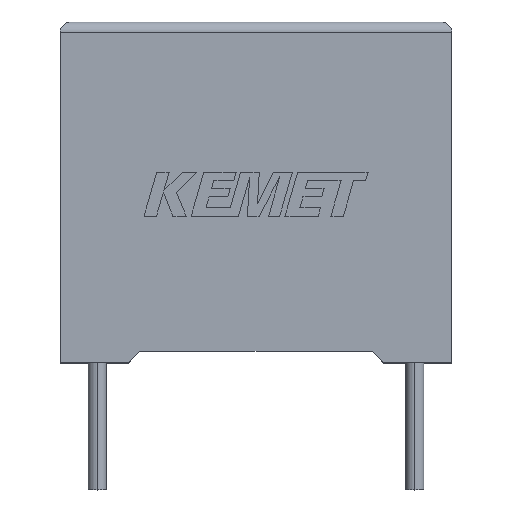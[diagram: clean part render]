
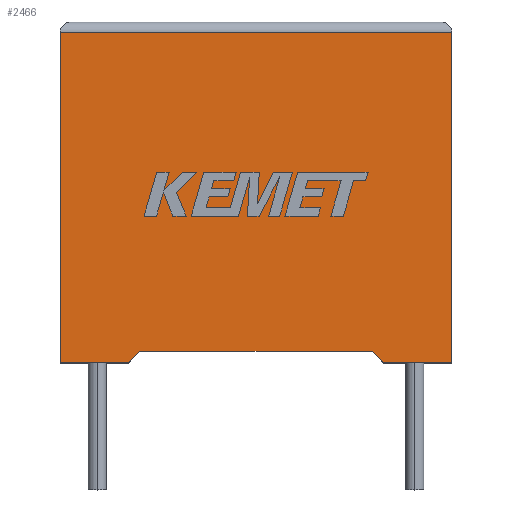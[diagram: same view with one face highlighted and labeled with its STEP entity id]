
A CAD part, top view. The second image highlights one B-rep face of the part: STEP entity #2466.
In plain terms, the highlighted planar face has unit normal (0, 0, 1).
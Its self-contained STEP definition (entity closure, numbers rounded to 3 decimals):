
#38 = DIRECTION ( 'NONE',  ( 1., 0., 0. ) ) ;
#191 = CARTESIAN_POINT ( 'NONE',  ( 0., 0., 10.2 ) ) ;
#363 = EDGE_CURVE ( 'NONE', #751, #2000, #2181, .T. ) ;
#398 = VECTOR ( 'NONE', #2303, 1000. ) ;
#417 = ORIENTED_EDGE ( 'NONE', *, *, #851, .F. ) ;
#431 = LINE ( 'NONE', #1803, #398 ) ;
#449 = EDGE_CURVE ( 'NONE', #1013, #751, #2948, .T. ) ;
#460 = CARTESIAN_POINT ( 'NONE',  ( 14.736, 0.555, 10.2 ) ) ;
#492 = CARTESIAN_POINT ( 'NONE',  ( 18.5, 0., 10.2 ) ) ;
#495 = LINE ( 'NONE', #2148, #1973 ) ;
#513 = CARTESIAN_POINT ( 'NONE',  ( 0., 0., 10.2 ) ) ;
#593 = DIRECTION ( 'NONE',  ( 0., -1., 0. ) ) ;
#628 = ORIENTED_EDGE ( 'NONE', *, *, #1140, .T. ) ;
#664 = CARTESIAN_POINT ( 'NONE',  ( 18.5, 15.6, 10.2 ) ) ;
#674 = VERTEX_POINT ( 'NONE', #492 ) ;
#711 = EDGE_CURVE ( 'NONE', #1588, #2000, #2865, .T. ) ;
#736 = CARTESIAN_POINT ( 'NONE',  ( 3.764, 0.555, 10.2 ) ) ;
#751 = VERTEX_POINT ( 'NONE', #968 ) ;
#773 = VECTOR ( 'NONE', #1148, 1000. ) ;
#851 = EDGE_CURVE ( 'NONE', #2486, #1588, #2792, .T. ) ;
#943 = DIRECTION ( 'NONE',  ( -1., 0., 0. ) ) ;
#949 = CARTESIAN_POINT ( 'NONE',  ( 3.25, 0., 10.2 ) ) ;
#951 = VERTEX_POINT ( 'NONE', #1449 ) ;
#968 = CARTESIAN_POINT ( 'NONE',  ( 0., 0., 10.2 ) ) ;
#973 = ORIENTED_EDGE ( 'NONE', *, *, #449, .T. ) ;
#984 = DIRECTION ( 'NONE',  ( -0.679, -0.734, 0. ) ) ;
#985 = EDGE_LOOP ( 'NONE', ( #2929, #628, #973, #1481, #2236, #417, #1971, #1000 ) ) ;
#1000 = ORIENTED_EDGE ( 'NONE', *, *, #1541, .T. ) ;
#1013 = VERTEX_POINT ( 'NONE', #2519 ) ;
#1120 = DIRECTION ( 'NONE',  ( -1., 0., 0. ) ) ;
#1130 = PLANE ( 'NONE',  #1866 ) ;
#1140 = EDGE_CURVE ( 'NONE', #1492, #1013, #2402, .T. ) ;
#1148 = DIRECTION ( 'NONE',  ( -1., 0., 0. ) ) ;
#1201 = VECTOR ( 'NONE', #984, 1000. ) ;
#1424 = CARTESIAN_POINT ( 'NONE',  ( 18.5, 0., 10.2 ) ) ;
#1449 = CARTESIAN_POINT ( 'NONE',  ( 15.25, 0., 10.2 ) ) ;
#1481 = ORIENTED_EDGE ( 'NONE', *, *, #363, .T. ) ;
#1492 = VERTEX_POINT ( 'NONE', #664 ) ;
#1541 = EDGE_CURVE ( 'NONE', #951, #674, #495, .T. ) ;
#1555 = EDGE_CURVE ( 'NONE', #674, #1492, #2654, .T. ) ;
#1571 = VECTOR ( 'NONE', #943, 1000. ) ;
#1588 = VERTEX_POINT ( 'NONE', #736 ) ;
#1671 = CARTESIAN_POINT ( 'NONE',  ( 0., 15.6, 10.2 ) ) ;
#1700 = DIRECTION ( 'NONE',  ( 0., 1., 0. ) ) ;
#1803 = CARTESIAN_POINT ( 'NONE',  ( 15.25, 0., 10.2 ) ) ;
#1811 = VECTOR ( 'NONE', #593, 1000. ) ;
#1866 = AXIS2_PLACEMENT_3D ( 'NONE', #191, #2859, #1120 ) ;
#1890 = FACE_OUTER_BOUND ( 'NONE', #985, .T. ) ;
#1907 = CARTESIAN_POINT ( 'NONE',  ( 3.25, 0., 10.2 ) ) ;
#1971 = ORIENTED_EDGE ( 'NONE', *, *, #2828, .T. ) ;
#1973 = VECTOR ( 'NONE', #38, 1000. ) ;
#1986 = DIRECTION ( 'NONE',  ( 1., 0., 0. ) ) ;
#2000 = VERTEX_POINT ( 'NONE', #949 ) ;
#2148 = CARTESIAN_POINT ( 'NONE',  ( 0., 0., 10.2 ) ) ;
#2181 = LINE ( 'NONE', #513, #2612 ) ;
#2236 = ORIENTED_EDGE ( 'NONE', *, *, #711, .F. ) ;
#2303 = DIRECTION ( 'NONE',  ( 0.679, -0.734, 0. ) ) ;
#2308 = CARTESIAN_POINT ( 'NONE',  ( 9.25, 0.555, 10.2 ) ) ;
#2402 = LINE ( 'NONE', #1671, #1571 ) ;
#2466 = ADVANCED_FACE ( 'NONE', ( #1890 ), #1130, .F. ) ;
#2486 = VERTEX_POINT ( 'NONE', #460 ) ;
#2519 = CARTESIAN_POINT ( 'NONE',  ( 0., 15.6, 10.2 ) ) ;
#2612 = VECTOR ( 'NONE', #1986, 1000. ) ;
#2654 = LINE ( 'NONE', #1424, #2680 ) ;
#2680 = VECTOR ( 'NONE', #1700, 1000. ) ;
#2792 = LINE ( 'NONE', #2308, #773 ) ;
#2828 = EDGE_CURVE ( 'NONE', #2486, #951, #431, .T. ) ;
#2859 = DIRECTION ( 'NONE',  ( 0., 0., -1. ) ) ;
#2865 = LINE ( 'NONE', #1907, #1201 ) ;
#2929 = ORIENTED_EDGE ( 'NONE', *, *, #1555, .T. ) ;
#2948 = LINE ( 'NONE', #2961, #1811 ) ;
#2961 = CARTESIAN_POINT ( 'NONE',  ( 0., 0., 10.2 ) ) ;
